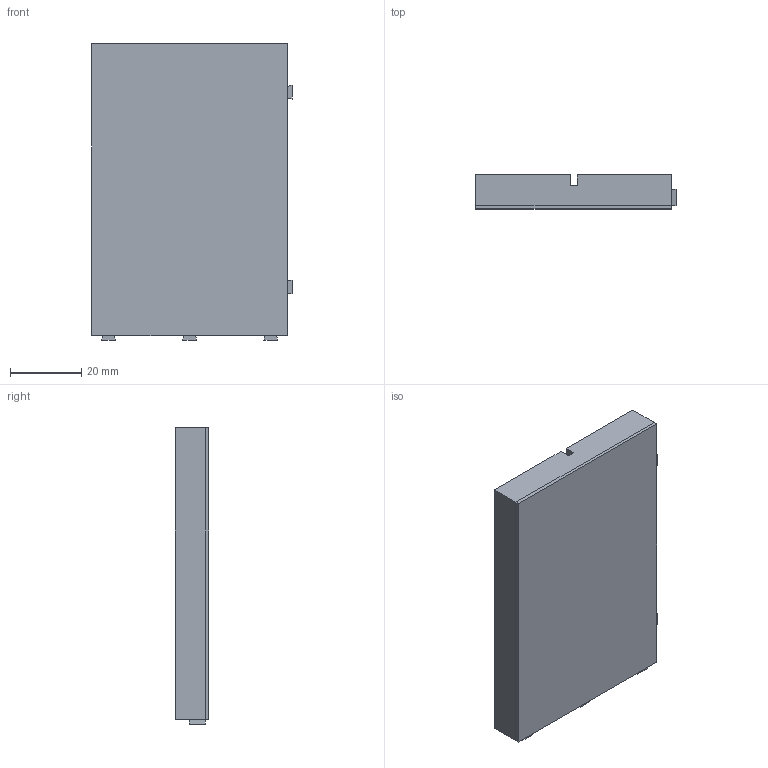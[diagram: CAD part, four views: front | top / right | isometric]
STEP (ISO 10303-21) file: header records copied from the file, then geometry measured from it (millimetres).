
FILE_DESCRIPTION (( 'STEP AP214' ), '1' );
FILE_NAME ('HalfBreadboard.STEP', '2020-05-18T14:33:48', ( '' ), ( '' ), 'SwSTEP 2.0', 'SolidWorks 2016', '' );
FILE_SCHEMA (( 'AUTOMOTIVE_DESIGN' ));
Length unit declared in the file: millimetre
Products named in the file (1): HalfBreadboard
Bounding box: 56.08 x 9.51 x 83.01 mm (x, y, z)
Volume: 40524.8 mm3; surface area: 28769.4 mm2
Topology: 2 solids, 2 shells, 5368 faces, 12740 edges, 7960 vertices
Faces by surface type: plane 4504, bspline 864
Entity records: 233164 total; most frequent: CARTESIAN_POINT 79461, ORIENTED_EDGE 25480, DIRECTION 20022, EDGE_CURVE 12740, VECTOR 11012, LINE 11012, VERTEX_POINT 7960, EDGE_LOOP 5952
